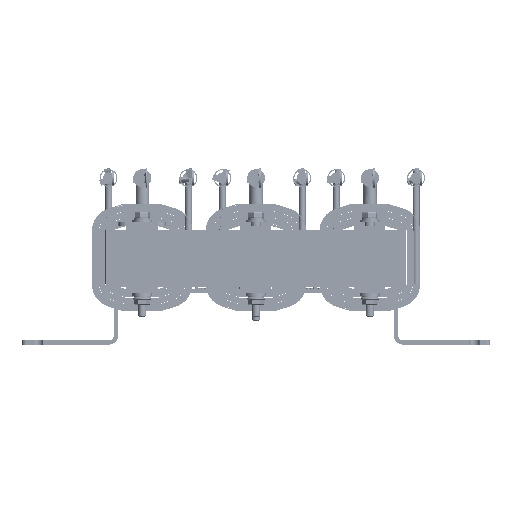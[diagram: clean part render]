
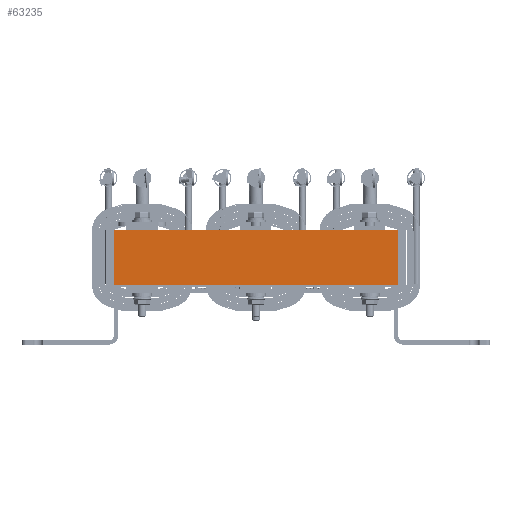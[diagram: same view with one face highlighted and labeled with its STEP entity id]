
A CAD part, front view. The second image highlights one B-rep face of the part: STEP entity #63235.
In plain terms, the highlighted planar face has unit normal (0, -1, 0).
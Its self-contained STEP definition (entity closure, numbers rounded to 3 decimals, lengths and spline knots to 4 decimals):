
#5371=FACE_OUTER_BOUND('',#8817,.T.);
#8817=EDGE_LOOP('',(#41709,#41710,#41711,#41712));
#12530=LINE('',#86294,#19018);
#12535=LINE('',#86303,#19023);
#12539=LINE('',#86311,#19027);
#12540=LINE('',#86313,#19028);
#19018=VECTOR('',#71508,0.3937);
#19023=VECTOR('',#71515,0.3937);
#19027=VECTOR('',#71523,0.3937);
#19028=VECTOR('',#71526,0.3937);
#25504=VERTEX_POINT('',#86290);
#25506=VERTEX_POINT('',#86293);
#25508=VERTEX_POINT('',#86299);
#25511=VERTEX_POINT('',#86309);
#31957=EDGE_CURVE('',#25506,#25504,#12530,.T.);
#31962=EDGE_CURVE('',#25508,#25506,#12535,.T.);
#31966=EDGE_CURVE('',#25504,#25511,#12539,.T.);
#31967=EDGE_CURVE('',#25511,#25508,#12540,.T.);
#41709=ORIENTED_EDGE('',*,*,#31967,.T.);
#41710=ORIENTED_EDGE('',*,*,#31962,.T.);
#41711=ORIENTED_EDGE('',*,*,#31957,.T.);
#41712=ORIENTED_EDGE('',*,*,#31966,.T.);
#61102=PLANE('',#67326);
#63235=ADVANCED_FACE('',(#5371),#61102,.T.);
#67326=AXIS2_PLACEMENT_3D('',#86312,#71524,#71525);
#71508=DIRECTION('',(1.,0.,0.));
#71515=DIRECTION('',(0.,0.,-1.));
#71523=DIRECTION('',(0.,0.,1.));
#71524=DIRECTION('center_axis',(0.,-1.,0.));
#71525=DIRECTION('ref_axis',(0.,0.,-1.));
#71526=DIRECTION('',(-1.,0.,0.));
#86290=CARTESIAN_POINT('',(7.7153,-0.9586,-0.875));
#86293=CARTESIAN_POINT('',(-1.2847,-0.9586,-0.875));
#86294=CARTESIAN_POINT('',(7.7153,-0.9586,-0.875));
#86299=CARTESIAN_POINT('',(-1.2847,-0.9586,0.875));
#86303=CARTESIAN_POINT('',(-1.2847,-0.9586,0.));
#86309=CARTESIAN_POINT('',(7.7153,-0.9586,0.875));
#86311=CARTESIAN_POINT('',(7.7153,-0.9586,0.));
#86312=CARTESIAN_POINT('Origin',(7.7153,-0.9586,0.));
#86313=CARTESIAN_POINT('',(7.7153,-0.9586,0.875));
